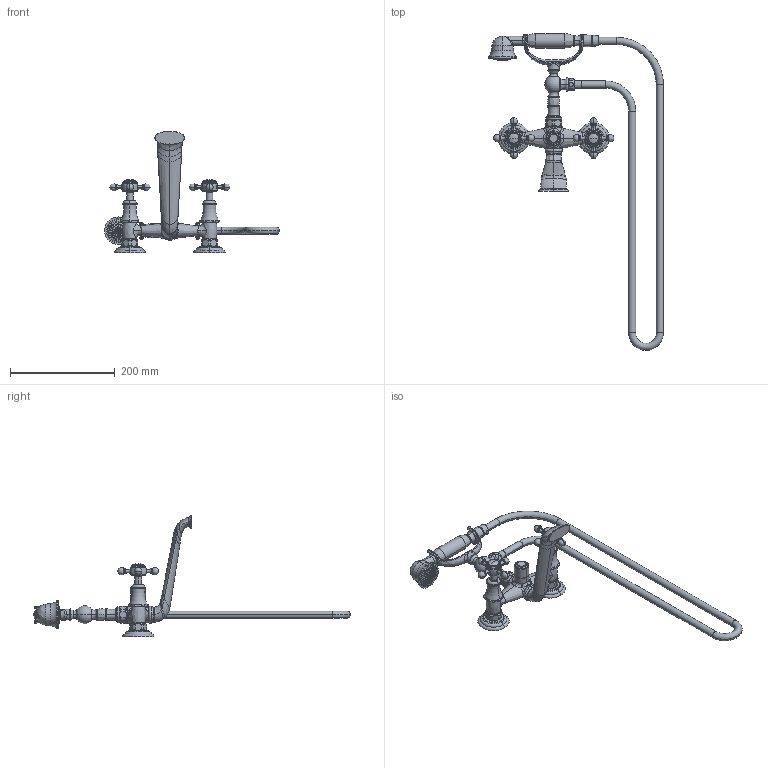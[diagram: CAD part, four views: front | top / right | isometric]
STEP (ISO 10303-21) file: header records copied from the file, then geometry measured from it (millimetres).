
FILE_DESCRIPTION((''),'2;1');
FILE_NAME('1760-4282','2021-01-15T11:36:58',('jinson.thomas'),(''),'CREO PARAMETRIC BY PTC INC, 2018400','CREO PARAMETRIC BY PTC INC, 2018400','');
FILE_SCHEMA(('CONFIG_CONTROL_DESIGN'));
Length unit declared in the file: inch
Products named in the file (1): 1760-4282
Bounding box: 334.8 x 606.04 x 232.16 mm (x, y, z)
Volume: 837914.8 mm3; surface area: 177786.2 mm2
Topology: 1 solids, 3 shells, 1234 faces, 2585 edges, 1591 vertices
Faces by surface type: plane 446, cylinder 265, torus 218, bspline 149, cone 110, sphere 42, extrusion 4
Entity records: 47854 total; most frequent: CARTESIAN_POINT 23252, ORIENTED_EDGE 5114, DIRECTION 4708, EDGE_CURVE 2557, AXIS2_PLACEMENT_3D 2060, VERTEX_POINT 1591, EDGE_LOOP 1500, FACE_OUTER_BOUND 1234
